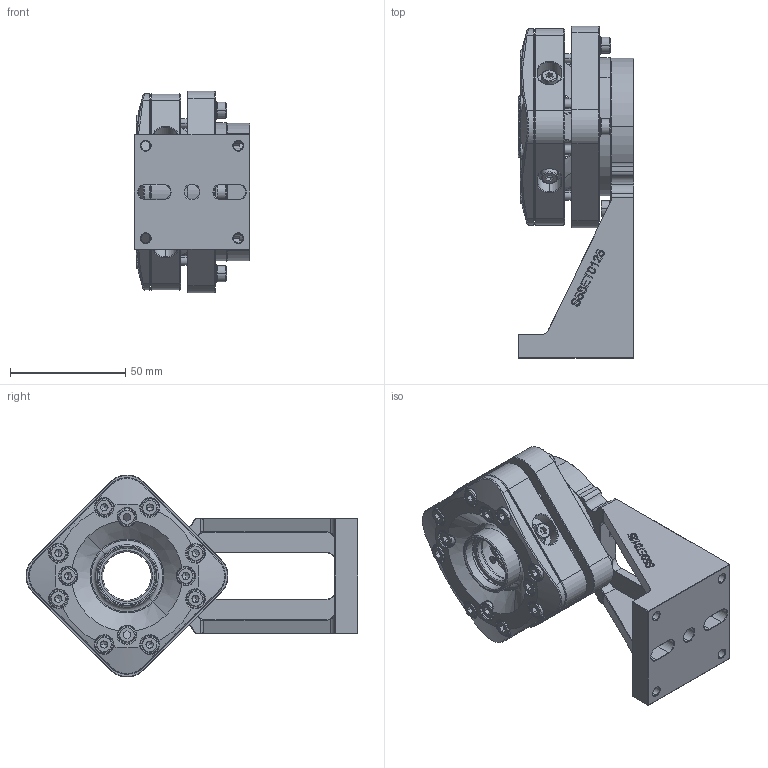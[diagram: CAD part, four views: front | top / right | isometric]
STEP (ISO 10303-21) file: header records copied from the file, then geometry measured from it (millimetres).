
FILE_DESCRIPTION (( 'STEP AP203' ), '1' );
FILE_NAME ('382101.STEP', '2013-08-13T06:55:23', ( 'Hugel' ), ( '' ), 'SwSTEP 2.0', 'SolidWorks 2012', '' );
FILE_SCHEMA (( 'CONFIG_CONTROL_DESIGN' ));
Length unit declared in the file: millimetre
Products named in the file (1): 382101
Bounding box: 50 x 143.69 x 87.39 mm (x, y, z)
Surface area: 63858.1 mm2 (no closed solid volume)
Topology: 0 solids, 61 shells, 979 faces, 3143 edges, 2046 vertices
Faces by surface type: plane 388, cylinder 236, cone 229, bspline 66, torus 58, sphere 2
Entity records: 40186 total; most frequent: CARTESIAN_POINT 13195, DIRECTION 5697, ORIENTED_EDGE 5040, EDGE_CURVE 3097, VERTEX_POINT 2046, AXIS2_PLACEMENT_3D 2042, VECTOR 1613, LINE 1613
